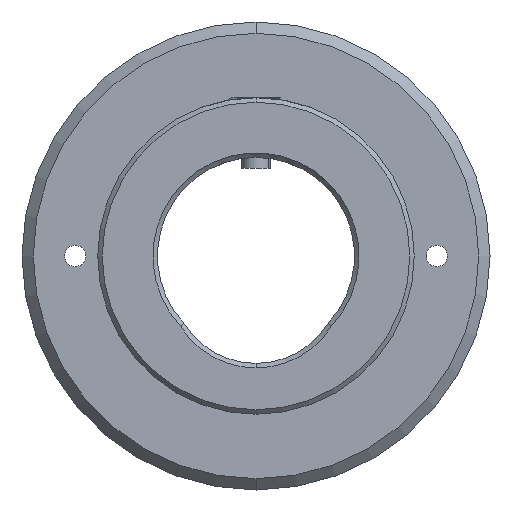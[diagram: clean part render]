
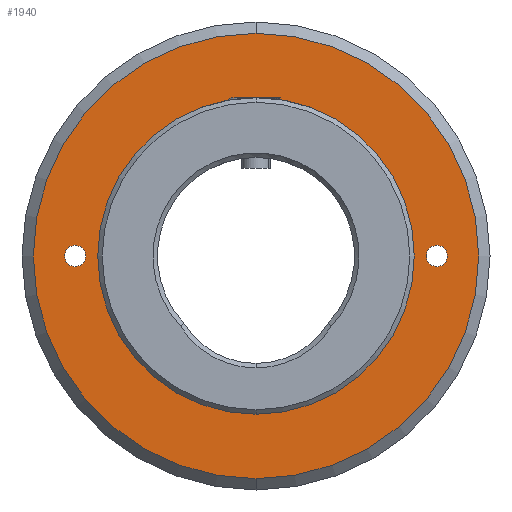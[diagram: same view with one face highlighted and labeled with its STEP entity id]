
A CAD part, front view. The second image highlights one B-rep face of the part: STEP entity #1940.
In plain terms, the highlighted planar face has unit normal (0, -1, 0).
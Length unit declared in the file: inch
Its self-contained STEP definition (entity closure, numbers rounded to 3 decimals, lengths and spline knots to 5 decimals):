
#84 = VERTEX_POINT ( 'NONE', #2647 ) ;
#104 = CARTESIAN_POINT ( 'NONE',  ( 0., 0.095, 0.4925 ) ) ;
#145 = EDGE_CURVE ( 'NONE', #3754, #1214, #4505, .T. ) ;
#151 = AXIS2_PLACEMENT_3D ( 'NONE', #4801, #2710, #1615 ) ;
#170 = ORIENTED_EDGE ( 'NONE', *, *, #3335, .T. ) ;
#193 = AXIS2_PLACEMENT_3D ( 'NONE', #358, #915, #5130 ) ;
#236 = CARTESIAN_POINT ( 'NONE',  ( 0., 0.095, 0. ) ) ;
#286 = DIRECTION ( 'NONE',  ( 0., 0., -1. ) ) ;
#295 = CARTESIAN_POINT ( 'NONE',  ( 0., 0.095, 0. ) ) ;
#358 = CARTESIAN_POINT ( 'NONE',  ( 0., 0.095, 0. ) ) ;
#532 = EDGE_CURVE ( 'NONE', #2560, #5397, #1373, .T. ) ;
#535 = CIRCLE ( 'NONE', #6684, 0.35 ) ;
#556 = FACE_OUTER_BOUND ( 'NONE', #2371, .T. ) ;
#622 = AXIS2_PLACEMENT_3D ( 'NONE', #295, #4979, #5027 ) ;
#915 = DIRECTION ( 'NONE',  ( 0., -1., 0. ) ) ;
#973 = DIRECTION ( 'NONE',  ( 0., -1., 0. ) ) ;
#1065 = FACE_BOUND ( 'NONE', #4690, .T. ) ;
#1214 = VERTEX_POINT ( 'NONE', #1451 ) ;
#1373 = CIRCLE ( 'NONE', #193, 0.4925 ) ;
#1441 = VERTEX_POINT ( 'NONE', #4231 ) ;
#1451 = CARTESIAN_POINT ( 'NONE',  ( 0.4, 0.095, 0.0235 ) ) ;
#1516 = DIRECTION ( 'NONE',  ( 0., 0., -1. ) ) ;
#1596 = ORIENTED_EDGE ( 'NONE', *, *, #532, .T. ) ;
#1615 = DIRECTION ( 'NONE',  ( 0., 0., -1. ) ) ;
#1683 = PLANE ( 'NONE',  #5586 ) ;
#1940 = ADVANCED_FACE ( 'NONE', ( #556, #6867, #6708, #1065 ), #1683, .T. ) ;
#2302 = EDGE_LOOP ( 'NONE', ( #4417, #3523 ) ) ;
#2308 = AXIS2_PLACEMENT_3D ( 'NONE', #3127, #6241, #1516 ) ;
#2371 = EDGE_LOOP ( 'NONE', ( #1596, #170 ) ) ;
#2560 = VERTEX_POINT ( 'NONE', #104 ) ;
#2647 = CARTESIAN_POINT ( 'NONE',  ( -0.4, 0.095, -0.0235 ) ) ;
#2681 = EDGE_LOOP ( 'NONE', ( #2733, #3735 ) ) ;
#2710 = DIRECTION ( 'NONE',  ( 0., -1., 0. ) ) ;
#2733 = ORIENTED_EDGE ( 'NONE', *, *, #2737, .F. ) ;
#2737 = EDGE_CURVE ( 'NONE', #1214, #3754, #4813, .T. ) ;
#2876 = EDGE_CURVE ( 'NONE', #1441, #84, #6629, .T. ) ;
#2908 = CARTESIAN_POINT ( 'NONE',  ( 0., 0.095, -0.35 ) ) ;
#3070 = ORIENTED_EDGE ( 'NONE', *, *, #4808, .F. ) ;
#3090 = VERTEX_POINT ( 'NONE', #4388 ) ;
#3127 = CARTESIAN_POINT ( 'NONE',  ( 0.4, 0.095, 0. ) ) ;
#3218 = DIRECTION ( 'NONE',  ( 0., 0., -1. ) ) ;
#3222 = DIRECTION ( 'NONE',  ( 0., -1., 0. ) ) ;
#3335 = EDGE_CURVE ( 'NONE', #5397, #2560, #6018, .T. ) ;
#3485 = DIRECTION ( 'NONE',  ( 0., -1., 0. ) ) ;
#3523 = ORIENTED_EDGE ( 'NONE', *, *, #6231, .F. ) ;
#3735 = ORIENTED_EDGE ( 'NONE', *, *, #145, .F. ) ;
#3737 = AXIS2_PLACEMENT_3D ( 'NONE', #6366, #5270, #3218 ) ;
#3754 = VERTEX_POINT ( 'NONE', #5597 ) ;
#3913 = ORIENTED_EDGE ( 'NONE', *, *, #5926, .F. ) ;
#4231 = CARTESIAN_POINT ( 'NONE',  ( -0.4, 0.095, 0.0235 ) ) ;
#4252 = CARTESIAN_POINT ( 'NONE',  ( 0., 0.095, 0. ) ) ;
#4270 = CARTESIAN_POINT ( 'NONE',  ( 0., 0.095, -0.4925 ) ) ;
#4325 = DIRECTION ( 'NONE',  ( 0., 0., -1. ) ) ;
#4388 = CARTESIAN_POINT ( 'NONE',  ( 0., 0.095, 0.35 ) ) ;
#4417 = ORIENTED_EDGE ( 'NONE', *, *, #2876, .F. ) ;
#4505 = CIRCLE ( 'NONE', #151, 0.0235 ) ;
#4690 = EDGE_LOOP ( 'NONE', ( #3913, #3070 ) ) ;
#4801 = CARTESIAN_POINT ( 'NONE',  ( 0.4, 0.095, 0. ) ) ;
#4808 = EDGE_CURVE ( 'NONE', #3090, #5717, #4959, .T. ) ;
#4813 = CIRCLE ( 'NONE', #2308, 0.0235 ) ;
#4889 = AXIS2_PLACEMENT_3D ( 'NONE', #6784, #973, #6157 ) ;
#4959 = CIRCLE ( 'NONE', #622, 0.35 ) ;
#4979 = DIRECTION ( 'NONE',  ( 0., -1., 0. ) ) ;
#5027 = DIRECTION ( 'NONE',  ( 0., 0., -1. ) ) ;
#5130 = DIRECTION ( 'NONE',  ( 0., 0., -1. ) ) ;
#5207 = AXIS2_PLACEMENT_3D ( 'NONE', #5523, #3485, #286 ) ;
#5270 = DIRECTION ( 'NONE',  ( 0., -1., 0. ) ) ;
#5374 = CIRCLE ( 'NONE', #5207, 0.0235 ) ;
#5397 = VERTEX_POINT ( 'NONE', #4270 ) ;
#5523 = CARTESIAN_POINT ( 'NONE',  ( -0.4, 0.095, 0. ) ) ;
#5579 = DIRECTION ( 'NONE',  ( 0., -1., 0. ) ) ;
#5586 = AXIS2_PLACEMENT_3D ( 'NONE', #4252, #3222, #4325 ) ;
#5597 = CARTESIAN_POINT ( 'NONE',  ( 0.4, 0.095, -0.0235 ) ) ;
#5717 = VERTEX_POINT ( 'NONE', #2908 ) ;
#5926 = EDGE_CURVE ( 'NONE', #5717, #3090, #535, .T. ) ;
#6018 = CIRCLE ( 'NONE', #4889, 0.4925 ) ;
#6157 = DIRECTION ( 'NONE',  ( 0., 0., -1. ) ) ;
#6231 = EDGE_CURVE ( 'NONE', #84, #1441, #5374, .T. ) ;
#6241 = DIRECTION ( 'NONE',  ( 0., -1., 0. ) ) ;
#6366 = CARTESIAN_POINT ( 'NONE',  ( -0.4, 0.095, 0. ) ) ;
#6629 = CIRCLE ( 'NONE', #3737, 0.0235 ) ;
#6673 = DIRECTION ( 'NONE',  ( 0., 0., -1. ) ) ;
#6684 = AXIS2_PLACEMENT_3D ( 'NONE', #236, #5579, #6673 ) ;
#6708 = FACE_BOUND ( 'NONE', #2302, .T. ) ;
#6784 = CARTESIAN_POINT ( 'NONE',  ( 0., 0.095, 0. ) ) ;
#6867 = FACE_BOUND ( 'NONE', #2681, .T. ) ;
